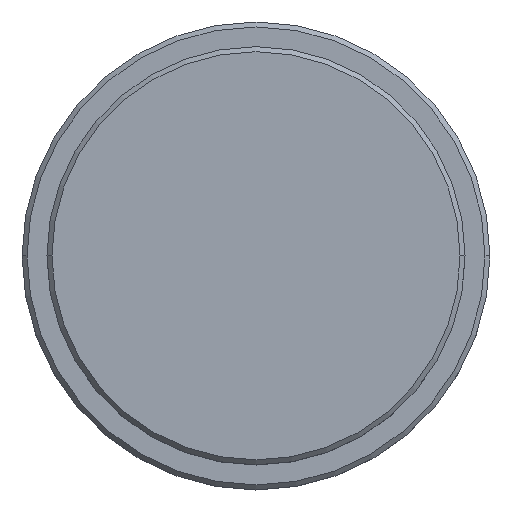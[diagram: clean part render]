
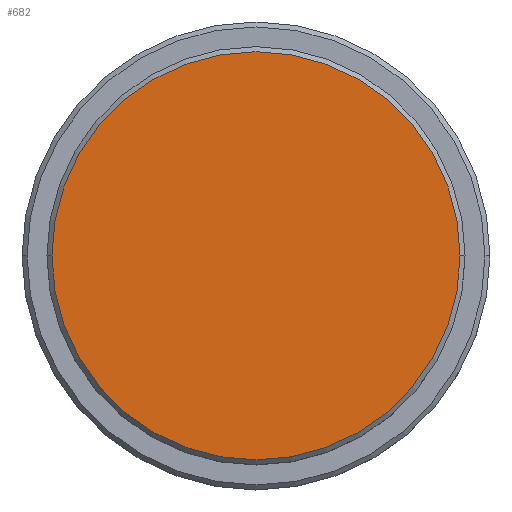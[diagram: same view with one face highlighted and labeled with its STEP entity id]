
A CAD part, top view. The second image highlights one B-rep face of the part: STEP entity #682.
In plain terms, the highlighted planar face has unit normal (0, 0, 1).
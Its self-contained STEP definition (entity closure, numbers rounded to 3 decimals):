
#11 = AXIS2_PLACEMENT_3D ( 'NONE', #903, #1352, #577 ) ;
#48 = DIRECTION ( 'NONE',  ( 1., 0., 0. ) ) ;
#103 = DIRECTION ( 'NONE',  ( 0., 0., 1. ) ) ;
#111 = EDGE_CURVE ( 'NONE', #526, #293, #638, .T. ) ;
#152 = DIRECTION ( 'NONE',  ( 0., 0., 1. ) ) ;
#218 = DIRECTION ( 'NONE',  ( 1., 0., 0. ) ) ;
#293 = VERTEX_POINT ( 'NONE', #494 ) ;
#422 = ORIENTED_EDGE ( 'NONE', *, *, #111, .T. ) ;
#431 = FACE_OUTER_BOUND ( 'NONE', #432, .T. ) ;
#432 = EDGE_LOOP ( 'NONE', ( #858, #422 ) ) ;
#494 = CARTESIAN_POINT ( 'NONE',  ( -20.5, 0., 0. ) ) ;
#526 = VERTEX_POINT ( 'NONE', #1395 ) ;
#543 = CARTESIAN_POINT ( 'NONE',  ( 0., 0., 0. ) ) ;
#577 = DIRECTION ( 'NONE',  ( 1., 0., 0. ) ) ;
#638 = CIRCLE ( 'NONE', #953, 20.5 ) ;
#682 = ADVANCED_FACE ( 'NONE', ( #431 ), #1325, .T. ) ;
#834 = EDGE_CURVE ( 'NONE', #293, #526, #1381, .T. ) ;
#858 = ORIENTED_EDGE ( 'NONE', *, *, #834, .T. ) ;
#903 = CARTESIAN_POINT ( 'NONE',  ( 0., 0., 0. ) ) ;
#953 = AXIS2_PLACEMENT_3D ( 'NONE', #1121, #152, #48 ) ;
#1050 = AXIS2_PLACEMENT_3D ( 'NONE', #543, #103, #218 ) ;
#1121 = CARTESIAN_POINT ( 'NONE',  ( 0., 0., 0. ) ) ;
#1325 = PLANE ( 'NONE',  #1050 ) ;
#1352 = DIRECTION ( 'NONE',  ( 0., 0., 1. ) ) ;
#1381 = CIRCLE ( 'NONE', #11, 20.5 ) ;
#1395 = CARTESIAN_POINT ( 'NONE',  ( 20.5, 0., 0. ) ) ;
